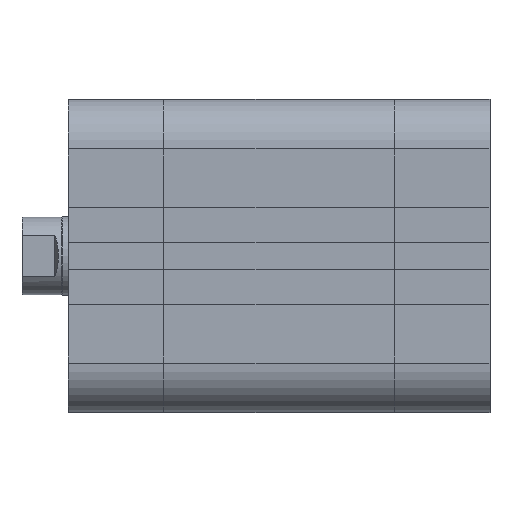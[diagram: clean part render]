
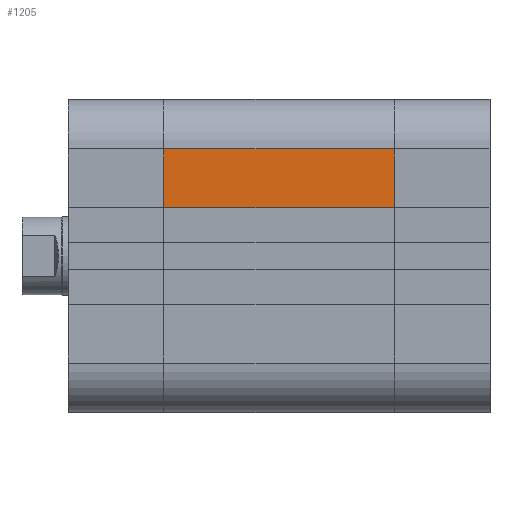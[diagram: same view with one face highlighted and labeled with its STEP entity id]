
A CAD part, front view. The second image highlights one B-rep face of the part: STEP entity #1205.
In plain terms, the highlighted planar face has unit normal (0, -1, 0).
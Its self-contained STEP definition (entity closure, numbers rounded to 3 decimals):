
#1205 = ADVANCED_FACE( '', ( #2494 ), #2495, .F. );
#2494 = FACE_OUTER_BOUND( '', #3849, .T. );
#2495 = PLANE( '', #3850 );
#3849 = EDGE_LOOP( '', ( #7137, #7138, #7139, #7140 ) );
#3850 = AXIS2_PLACEMENT_3D( '', #7141, #7142, #7143 );
#7137 = ORIENTED_EDGE( '', *, *, #8723, .T. );
#7138 = ORIENTED_EDGE( '', *, *, #8804, .F. );
#7139 = ORIENTED_EDGE( '', *, *, #9297, .F. );
#7140 = ORIENTED_EDGE( '', *, *, #9298, .T. );
#7141 = CARTESIAN_POINT( '', ( -16.25, -23.75, 35. ) );
#7142 = DIRECTION( '', ( 0., 1., 0. ) );
#7143 = DIRECTION( '', ( 0., 0., 1. ) );
#8723 = EDGE_CURVE( '', #10742, #10740, #10743, .T. );
#8804 = EDGE_CURVE( '', #10862, #10740, #10864, .T. );
#9297 = EDGE_CURVE( '', #11515, #10862, #11516, .T. );
#9298 = EDGE_CURVE( '', #11515, #10742, #11517, .T. );
#10740 = VERTEX_POINT( '', #13484 );
#10742 = VERTEX_POINT( '', #13487 );
#10743 = LINE( '', #13488, #13489 );
#10862 = VERTEX_POINT( '', #13649 );
#10864 = LINE( '', #13652, #13653 );
#11515 = VERTEX_POINT( '', #14576 );
#11516 = LINE( '', #14577, #14578 );
#11517 = LINE( '', #14579, #14580 );
#13484 = CARTESIAN_POINT( '', ( -7.3, -23.75, 0. ) );
#13487 = CARTESIAN_POINT( '', ( -16.25, -23.75, 0. ) );
#13488 = CARTESIAN_POINT( '', ( -16.25, -23.75, 0. ) );
#13489 = VECTOR( '', #15616, 1000. );
#13649 = CARTESIAN_POINT( '', ( -7.3, -23.75, 35. ) );
#13652 = CARTESIAN_POINT( '', ( -7.3, -23.75, 35. ) );
#13653 = VECTOR( '', #15704, 1000. );
#14576 = CARTESIAN_POINT( '', ( -16.25, -23.75, 35. ) );
#14577 = CARTESIAN_POINT( '', ( -16.25, -23.75, 35. ) );
#14578 = VECTOR( '', #16202, 1000. );
#14579 = CARTESIAN_POINT( '', ( -16.25, -23.75, 35. ) );
#14580 = VECTOR( '', #16203, 1000. );
#15616 = DIRECTION( '', ( 1., 0., 0. ) );
#15704 = DIRECTION( '', ( 0., 0., -1. ) );
#16202 = DIRECTION( '', ( 1., 0., 0. ) );
#16203 = DIRECTION( '', ( 0., 0., -1. ) );
